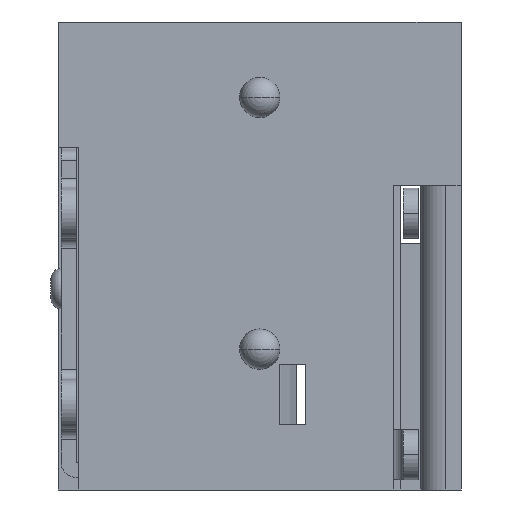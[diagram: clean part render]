
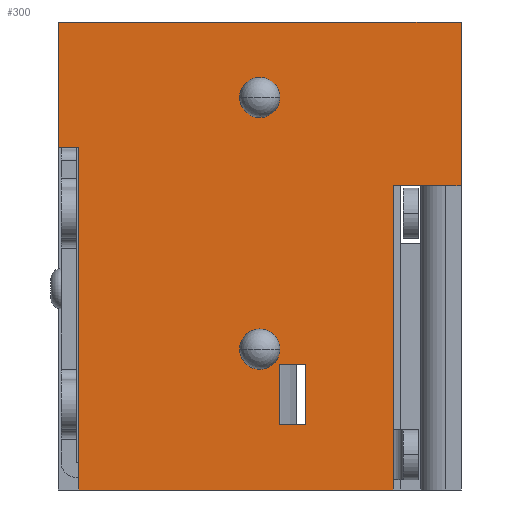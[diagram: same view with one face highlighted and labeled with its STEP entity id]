
A CAD part, front view. The second image highlights one B-rep face of the part: STEP entity #300.
In plain terms, the highlighted planar face has unit normal (0, -1, 0).
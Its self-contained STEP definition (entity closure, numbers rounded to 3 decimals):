
#300=ADVANCED_FACE('NONE',(#669,#670,#671,#672),#673,.T.);
#669=FACE_OUTER_BOUND('',#1138,.T.);
#670=FACE_BOUND('',#1139,.T.);
#671=FACE_BOUND('',#1140,.T.);
#672=FACE_BOUND('',#1141,.T.);
#673=PLANE('',#1142);
#1138=EDGE_LOOP('',(#1854,#1855,#1856,#1857,#1858,#1859,#1860,#1861));
#1139=EDGE_LOOP('',(#1862,#1863));
#1140=EDGE_LOOP('',(#1864,#1865));
#1141=EDGE_LOOP('',(#1866,#1867,#1868,#1869));
#1142=AXIS2_PLACEMENT_3D('',#1870,#1871,#1872);
#1854=ORIENTED_EDGE('',*,*,#2938,.F.);
#1855=ORIENTED_EDGE('',*,*,#2939,.T.);
#1856=ORIENTED_EDGE('',*,*,#2940,.T.);
#1857=ORIENTED_EDGE('',*,*,#2941,.F.);
#1858=ORIENTED_EDGE('',*,*,#2942,.F.);
#1859=ORIENTED_EDGE('',*,*,#2943,.F.);
#1860=ORIENTED_EDGE('',*,*,#2944,.F.);
#1861=ORIENTED_EDGE('',*,*,#2945,.T.);
#1862=ORIENTED_EDGE('',*,*,#2946,.F.);
#1863=ORIENTED_EDGE('',*,*,#2911,.F.);
#1864=ORIENTED_EDGE('',*,*,#2947,.F.);
#1865=ORIENTED_EDGE('',*,*,#2916,.F.);
#1866=ORIENTED_EDGE('',*,*,#2948,.F.);
#1867=ORIENTED_EDGE('',*,*,#2949,.T.);
#1868=ORIENTED_EDGE('',*,*,#2950,.T.);
#1869=ORIENTED_EDGE('',*,*,#2951,.T.);
#1870=CARTESIAN_POINT('',(-4.0,0.0,-9.3));
#1871=DIRECTION('',(0.0,-1.0,0.0));
#1872=DIRECTION('',(0.0,0.0,-1.0));
#2911=EDGE_CURVE('NONE',#3509,#3511,#3512,.T.);
#2916=EDGE_CURVE('NONE',#3517,#3519,#3520,.T.);
#2938=EDGE_CURVE('NONE',#3556,#3557,#3558,.T.);
#2939=EDGE_CURVE('NONE',#3556,#3559,#3560,.T.);
#2940=EDGE_CURVE('NONE',#3559,#3561,#3562,.T.);
#2941=EDGE_CURVE('NONE',#3563,#3561,#3564,.T.);
#2942=EDGE_CURVE('NONE',#3565,#3563,#3566,.T.);
#2943=EDGE_CURVE('NONE',#3567,#3565,#3568,.T.);
#2944=EDGE_CURVE('NONE',#3569,#3567,#3570,.T.);
#2945=EDGE_CURVE('NONE',#3569,#3557,#3571,.T.);
#2946=EDGE_CURVE('NONE',#3511,#3509,#3572,.T.);
#2947=EDGE_CURVE('NONE',#3519,#3517,#3573,.T.);
#2948=EDGE_CURVE('NONE',#3574,#3575,#3576,.T.);
#2949=EDGE_CURVE('NONE',#3574,#3577,#3578,.T.);
#2950=EDGE_CURVE('NONE',#3577,#3579,#3580,.T.);
#2951=EDGE_CURVE('NONE',#3579,#3575,#3581,.T.);
#3509=VERTEX_POINT('NONE',#4340);
#3511=VERTEX_POINT('NONE',#4343);
#3512=CIRCLE('',#4344,0.4);
#3517=VERTEX_POINT('NONE',#4350);
#3519=VERTEX_POINT('NONE',#4353);
#3520=CIRCLE('',#4354,0.4);
#3556=VERTEX_POINT('NONE',#4397);
#3557=VERTEX_POINT('NONE',#4398);
#3558=LINE('',#4399,#4400);
#3559=VERTEX_POINT('NONE',#4401);
#3560=LINE('',#4402,#4403);
#3561=VERTEX_POINT('NONE',#4404);
#3562=LINE('',#4405,#4406);
#3563=VERTEX_POINT('NONE',#4407);
#3564=LINE('',#4408,#4409);
#3565=VERTEX_POINT('NONE',#4410);
#3566=LINE('',#4411,#4412);
#3567=VERTEX_POINT('NONE',#4413);
#3568=LINE('',#4414,#4415);
#3569=VERTEX_POINT('NONE',#4416);
#3570=LINE('',#4417,#4418);
#3571=LINE('',#4419,#4420);
#3572=CIRCLE('',#4421,0.4);
#3573=CIRCLE('',#4422,0.4);
#3574=VERTEX_POINT('NONE',#4423);
#3575=VERTEX_POINT('NONE',#4424);
#3576=LINE('',#4425,#4426);
#3577=VERTEX_POINT('NONE',#4427);
#3578=LINE('',#4428,#4429);
#3579=VERTEX_POINT('NONE',#4430);
#3580=LINE('',#4431,#4432);
#3581=LINE('',#4433,#4434);
#4340=CARTESIAN_POINT('',(0.,0.0,-6.9));
#4343=CARTESIAN_POINT('',(0.0,0.0,-6.1));
#4344=AXIS2_PLACEMENT_3D('',#5325,#5326,#5327);
#4350=CARTESIAN_POINT('',(0.,0.0,-1.9));
#4353=CARTESIAN_POINT('',(0.0,0.0,-1.1));
#4354=AXIS2_PLACEMENT_3D('',#5333,#5334,#5335);
#4397=CARTESIAN_POINT('',(2.65,0.0,-3.25));
#4398=CARTESIAN_POINT('',(2.65,0.0,-9.3));
#4399=CARTESIAN_POINT('',(2.65,0.0,6.044));
#4400=VECTOR('',#5370,1000.0);
#4401=CARTESIAN_POINT('',(4.0,0.0,-3.25));
#4402=CARTESIAN_POINT('',(2.65,0.0,-3.25));
#4403=VECTOR('',#5371,1000.0);
#4404=CARTESIAN_POINT('',(4.0,0.0,0.0));
#4405=CARTESIAN_POINT('',(4.0,0.0,-9.3));
#4406=VECTOR('',#5372,1000.0);
#4407=CARTESIAN_POINT('',(-4.0,0.0,0.0));
#4408=CARTESIAN_POINT('',(-4.0,0.0,0.0));
#4409=VECTOR('',#5373,1000.0);
#4410=CARTESIAN_POINT('',(-4.0,0.0,-2.5));
#4411=CARTESIAN_POINT('',(-4.0,0.0,-9.3));
#4412=VECTOR('',#5374,1000.0);
#4413=CARTESIAN_POINT('',(-3.6,0.0,-2.5));
#4414=CARTESIAN_POINT('',(-3.6,0.0,-2.5));
#4415=VECTOR('',#5375,1000.0);
#4416=CARTESIAN_POINT('',(-3.6,0.0,-9.3));
#4417=CARTESIAN_POINT('',(-3.6,0.0,-2.5));
#4418=VECTOR('',#5376,1000.0);
#4419=CARTESIAN_POINT('',(-4.0,0.0,-9.3));
#4420=VECTOR('',#5377,1000.0);
#4421=AXIS2_PLACEMENT_3D('',#5378,#5379,#5380);
#4422=AXIS2_PLACEMENT_3D('',#5381,#5382,#5383);
#4423=CARTESIAN_POINT('',(0.4,0.0,-6.8));
#4424=CARTESIAN_POINT('',(0.4,-0.0,-8.0));
#4425=CARTESIAN_POINT('',(0.4,0.0,0.));
#4426=VECTOR('',#5384,1000.0);
#4427=CARTESIAN_POINT('',(0.9,0.0,-6.8));
#4428=CARTESIAN_POINT('',(0.0,0.0,-6.8));
#4429=VECTOR('',#5385,1000.0);
#4430=CARTESIAN_POINT('',(0.9,-0.0,-8.0));
#4431=CARTESIAN_POINT('',(0.9,0.0,0.));
#4432=VECTOR('',#5386,1000.0);
#4433=CARTESIAN_POINT('',(0.0,0.0,-8.0));
#4434=VECTOR('',#5387,1000.0);
#5325=CARTESIAN_POINT('',(0.0,0.0,-6.5));
#5326=DIRECTION('',(0.0,-1.0,0.0));
#5327=DIRECTION('',(0.0,0.0,-1.0));
#5333=CARTESIAN_POINT('',(0.0,0.0,-1.5));
#5334=DIRECTION('',(0.0,-1.0,0.0));
#5335=DIRECTION('',(0.0,0.0,-1.0));
#5370=DIRECTION('',(-0.0,-0.0,-1.0));
#5371=DIRECTION('',(1.0,0.0,0.0));
#5372=DIRECTION('',(0.0,0.0,1.0));
#5373=DIRECTION('',(1.0,0.0,0.0));
#5374=DIRECTION('',(0.0,0.0,1.0));
#5375=DIRECTION('',(-1.0,-0.0,-0.0));
#5376=DIRECTION('',(-0.0,-0.0,1.0));
#5377=DIRECTION('',(1.0,0.0,0.0));
#5378=CARTESIAN_POINT('',(0.0,0.0,-6.5));
#5379=DIRECTION('',(0.0,-1.0,0.0));
#5380=DIRECTION('',(0.0,0.0,-1.0));
#5381=CARTESIAN_POINT('',(0.0,0.0,-1.5));
#5382=DIRECTION('',(0.0,-1.0,0.0));
#5383=DIRECTION('',(0.0,0.0,-1.0));
#5384=DIRECTION('',(0.,0.0,-1.0));
#5385=DIRECTION('',(1.0,0.0,0.0));
#5386=DIRECTION('',(0.,0.0,-1.0));
#5387=DIRECTION('',(-1.0,0.0,0.0));
